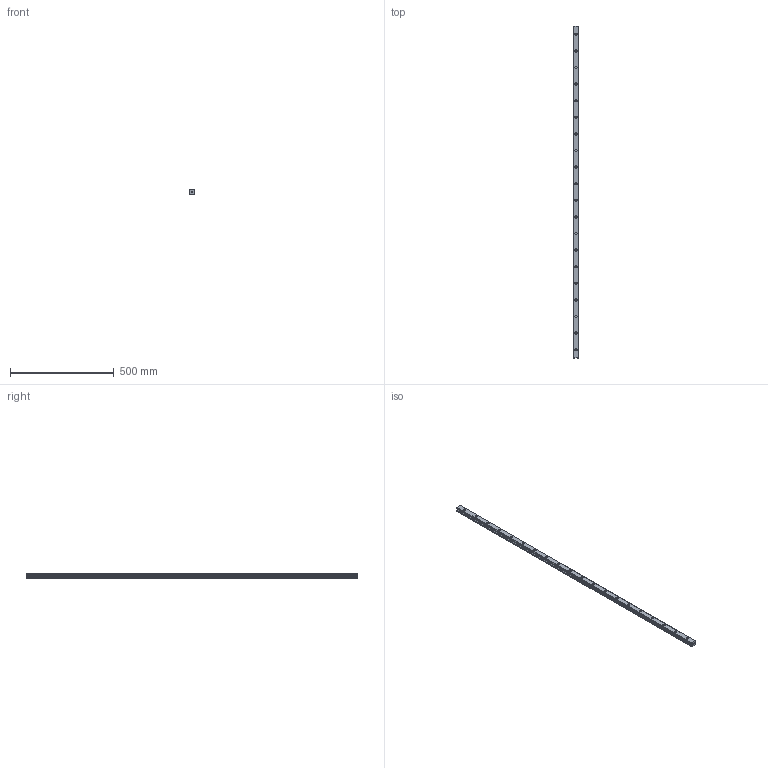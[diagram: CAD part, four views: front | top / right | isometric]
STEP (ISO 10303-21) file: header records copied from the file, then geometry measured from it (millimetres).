
FILE_DESCRIPTION(('STEP AP214'),'1');
FILE_NAME('cctmp_0F07B908-44FC-48E7-961E-3E64AB4052EE_2021_02_12_11_26_04_0674..stp','2021-02-12T10:26:04',('HIWIN GmbH'),('CADClick - www.CADClick.com'),'Spatial InterOp 3D',' ','unknown authorization');
FILE_SCHEMA(('AUTOMOTIVE_DESIGN'));
Length unit declared in the file: millimetre
Products named in the file (1): EGR30R1600C_FILE
Bounding box: 28 x 1600 x 23 mm (x, y, z)
Volume: 894518.5 mm3; surface area: 180167.8 mm2
Topology: 1 solids, 1 shells, 283 faces, 651 edges, 434 vertices
Faces by surface type: plane 145, cylinder 138
Entity records: 10389 total; most frequent: DIRECTION 1495, CARTESIAN_POINT 1369, ORIENTED_EDGE 1302, EDGE_CURVE 651, AXIS2_PLACEMENT_3D 560, VERTEX_POINT 434, LINE 375, VECTOR 375
